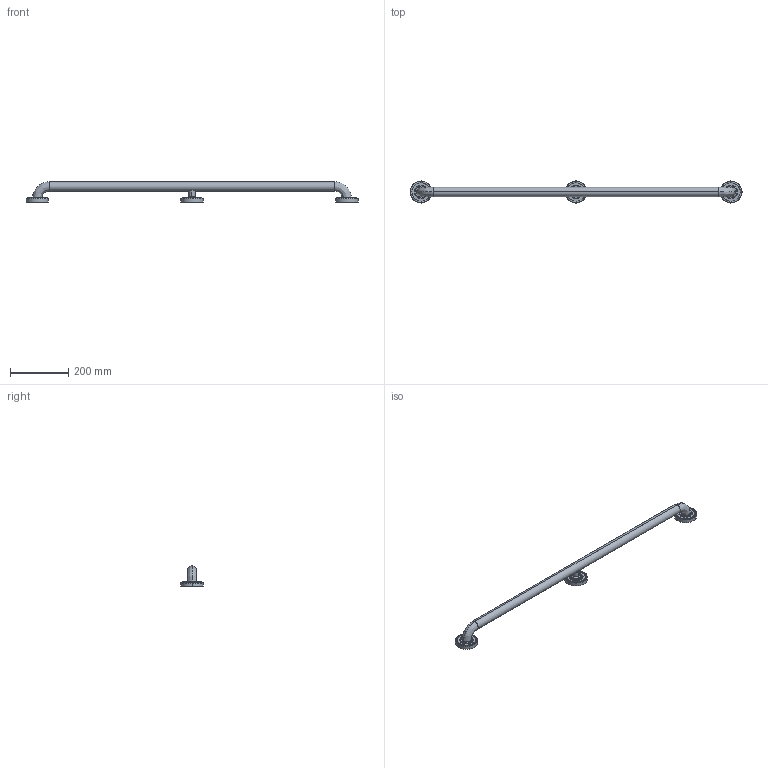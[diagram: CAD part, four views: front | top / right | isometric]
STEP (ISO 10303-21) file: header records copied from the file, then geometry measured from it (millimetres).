
FILE_DESCRIPTION((''),'2;1');
FILE_NAME('1566','2010-11-26T',('project'),(''),'PRO/ENGINEER BY PARAMETRIC TECHNOLOGY CORPORATION, 2009300','PRO/ENGINEER BY PARAMETRIC TECHNOLOGY CORPORATION, 2009300','');
FILE_SCHEMA(('CONFIG_CONTROL_DESIGN'));
Products named in the file (1): 1566
Bounding box: 1143 x 76.2 x 69.6 mm (x, y, z)
Volume: 149869.7 mm3; surface area: 301647 mm2
Topology: 5 solids, 24 shells, 1129 faces, 3085 edges, 2010 vertices
Faces by surface type: bspline 353, cylinder 286, plane 247, extrusion 144, cone 48, torus 46, sphere 5
Entity records: 70010 total; most frequent: CARTESIAN_POINT 45432, ORIENTED_EDGE 6150, DIRECTION 3234, EDGE_CURVE 3090, VERTEX_POINT 2016, B_SPLINE_CURVE_WITH_KNOTS 1836, EDGE_LOOP 1225, FACE_OUTER_BOUND 1140
